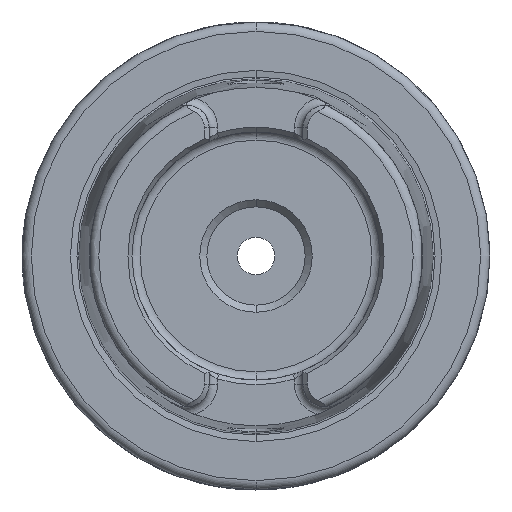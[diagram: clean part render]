
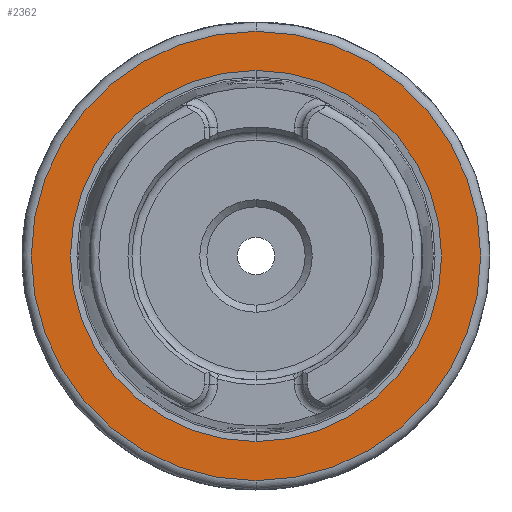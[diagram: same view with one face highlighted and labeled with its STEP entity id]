
A CAD part, left-side view. The second image highlights one B-rep face of the part: STEP entity #2362.
In plain terms, the highlighted planar face has unit normal (-1, 0, 0).
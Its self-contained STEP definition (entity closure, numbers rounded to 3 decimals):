
#599 = EDGE_CURVE ( 'NONE', #5410, #5914, #5693, .T. ) ;
#844 = ORIENTED_EDGE ( 'NONE', *, *, #5783, .T. ) ;
#857 = CIRCLE ( 'NONE', #5299, 48. ) ;
#895 = EDGE_CURVE ( 'NONE', #7497, #4774, #5241, .T. ) ;
#953 = ORIENTED_EDGE ( 'NONE', *, *, #599, .F. ) ;
#1069 = ORIENTED_EDGE ( 'NONE', *, *, #4568, .F. ) ;
#1327 = AXIS2_PLACEMENT_3D ( 'NONE', #2562, #2521, #2518 ) ;
#1666 = CARTESIAN_POINT ( 'NONE',  ( 0., 0., 48. ) ) ;
#2291 = AXIS2_PLACEMENT_3D ( 'NONE', #6099, #6087, #6085 ) ;
#2362 = ADVANCED_FACE ( 'NONE', ( #3391, #3467 ), #3593, .T. ) ;
#2518 = DIRECTION ( 'NONE',  ( 0., 0., -1. ) ) ;
#2521 = DIRECTION ( 'NONE',  ( 1., 0., 0. ) ) ;
#2562 = CARTESIAN_POINT ( 'NONE',  ( 0., 0., 0. ) ) ;
#2705 = CARTESIAN_POINT ( 'NONE',  ( 0., 0., -39.647 ) ) ;
#3391 = FACE_BOUND ( 'NONE', #5696, .T. ) ;
#3467 = FACE_OUTER_BOUND ( 'NONE', #4920, .T. ) ;
#3553 = AXIS2_PLACEMENT_3D ( 'NONE', #3591, #3578, #3571 ) ;
#3571 = DIRECTION ( 'NONE',  ( 0., 0., 1. ) ) ;
#3578 = DIRECTION ( 'NONE',  ( -1., 0., 0. ) ) ;
#3591 = CARTESIAN_POINT ( 'NONE',  ( 0., 39.647, 0. ) ) ;
#3593 = PLANE ( 'NONE',  #3553 ) ;
#3986 = DIRECTION ( 'NONE',  ( 0., 0., -1. ) ) ;
#3988 = DIRECTION ( 'NONE',  ( 1., 0., 0. ) ) ;
#3994 = CARTESIAN_POINT ( 'NONE',  ( 0., 0., 0. ) ) ;
#4217 = ORIENTED_EDGE ( 'NONE', *, *, #895, .T. ) ;
#4292 = DIRECTION ( 'NONE',  ( 0., 0., -1. ) ) ;
#4305 = DIRECTION ( 'NONE',  ( 1., 0., 0. ) ) ;
#4315 = CARTESIAN_POINT ( 'NONE',  ( 0., 0., 0. ) ) ;
#4568 = EDGE_CURVE ( 'NONE', #5914, #5410, #857, .T. ) ;
#4774 = VERTEX_POINT ( 'NONE', #2705 ) ;
#4891 = CARTESIAN_POINT ( 'NONE',  ( 0., 0., 39.647 ) ) ;
#4920 = EDGE_LOOP ( 'NONE', ( #953, #1069 ) ) ;
#5117 = CARTESIAN_POINT ( 'NONE',  ( 0., 0., -48. ) ) ;
#5241 = CIRCLE ( 'NONE', #6570, 39.647 ) ;
#5299 = AXIS2_PLACEMENT_3D ( 'NONE', #3994, #3988, #3986 ) ;
#5410 = VERTEX_POINT ( 'NONE', #5117 ) ;
#5693 = CIRCLE ( 'NONE', #2291, 48. ) ;
#5696 = EDGE_LOOP ( 'NONE', ( #4217, #844 ) ) ;
#5783 = EDGE_CURVE ( 'NONE', #4774, #7497, #6783, .T. ) ;
#5914 = VERTEX_POINT ( 'NONE', #1666 ) ;
#6085 = DIRECTION ( 'NONE',  ( 0., 0., -1. ) ) ;
#6087 = DIRECTION ( 'NONE',  ( 1., 0., 0. ) ) ;
#6099 = CARTESIAN_POINT ( 'NONE',  ( 0., 0., 0. ) ) ;
#6570 = AXIS2_PLACEMENT_3D ( 'NONE', #4315, #4305, #4292 ) ;
#6783 = CIRCLE ( 'NONE', #1327, 39.647 ) ;
#7497 = VERTEX_POINT ( 'NONE', #4891 ) ;
